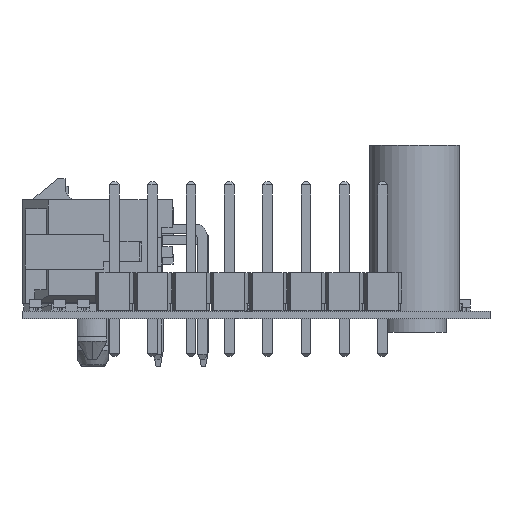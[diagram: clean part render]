
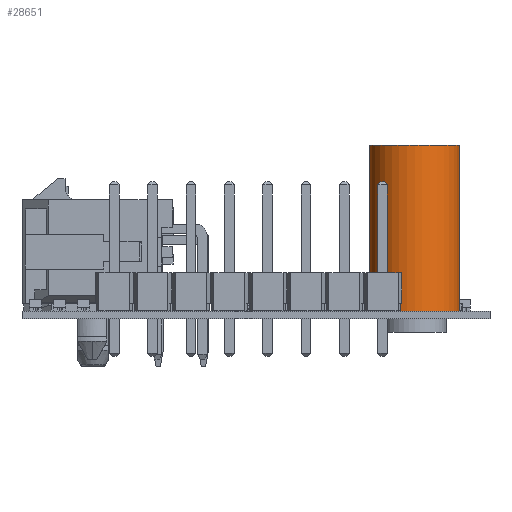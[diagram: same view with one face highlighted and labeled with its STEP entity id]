
A CAD part, front view. The second image highlights one B-rep face of the part: STEP entity #28651.
In plain terms, the highlighted cylindrical face has radius 3 mm (diameter 6 mm), a full revolution.
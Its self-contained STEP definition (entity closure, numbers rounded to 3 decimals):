
#28638 = EDGE_CURVE('',#28639,#28639,#28641,.T.);
#28639 = VERTEX_POINT('',#28640);
#28640 = CARTESIAN_POINT('',(0.,0.,-3.));
#28641 = CIRCLE('',#28642,3.);
#28642 = AXIS2_PLACEMENT_3D('',#28643,#28644,#28645);
#28643 = CARTESIAN_POINT('',(0.,0.,0.));
#28644 = DIRECTION('',(0.,-1.,0.));
#28645 = DIRECTION('',(0.,0.,-1.));
#28651 = ADVANCED_FACE('',(#28652),#28670,.T.);
#28652 = FACE_BOUND('',#28653,.T.);
#28653 = EDGE_LOOP('',(#28654,#28663,#28668,#28669));
#28654 = ORIENTED_EDGE('',*,*,#28655,.T.);
#28655 = EDGE_CURVE('',#28656,#28656,#28658,.T.);
#28656 = VERTEX_POINT('',#28657);
#28657 = CARTESIAN_POINT('',(0.,11.,-3.));
#28658 = CIRCLE('',#28659,3.);
#28659 = AXIS2_PLACEMENT_3D('',#28660,#28661,#28662);
#28660 = CARTESIAN_POINT('',(0.,11.,0.));
#28661 = DIRECTION('',(0.,-1.,0.));
#28662 = DIRECTION('',(0.,0.,-1.));
#28663 = ORIENTED_EDGE('',*,*,#28664,.F.);
#28664 = EDGE_CURVE('',#28639,#28656,#28665,.T.);
#28665 = B_SPLINE_CURVE_WITH_KNOTS('',1,(#28666,#28667),.UNSPECIFIED.,
  .F.,.F.,(2,2),(-6.4,4.6),.PIECEWISE_BEZIER_KNOTS.);
#28666 = CARTESIAN_POINT('',(0.,0.,-3.));
#28667 = CARTESIAN_POINT('',(0.,11.,-3.));
#28668 = ORIENTED_EDGE('',*,*,#28638,.F.);
#28669 = ORIENTED_EDGE('',*,*,#28664,.T.);
#28670 = CYLINDRICAL_SURFACE('',#28671,3.);
#28671 = AXIS2_PLACEMENT_3D('',#28672,#28673,#28674);
#28672 = CARTESIAN_POINT('',(0.,6.4,0.));
#28673 = DIRECTION('',(0.,1.,0.));
#28674 = DIRECTION('',(0.,0.,-1.));
